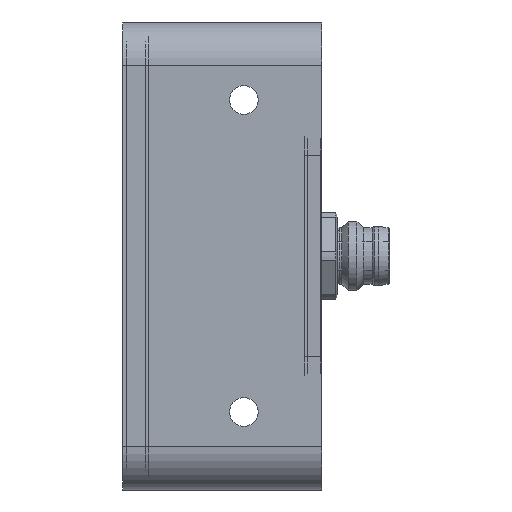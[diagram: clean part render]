
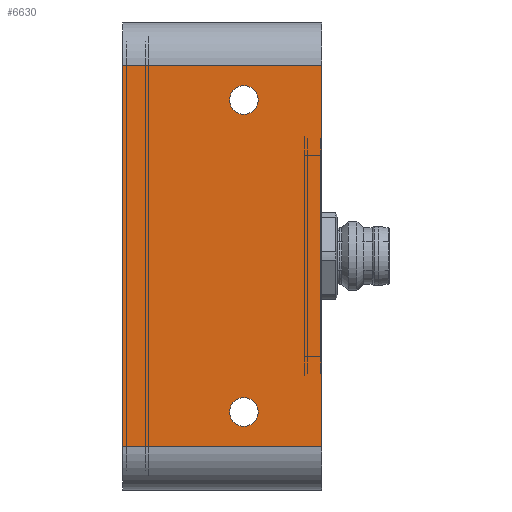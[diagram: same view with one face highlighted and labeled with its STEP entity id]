
A CAD part, left-side view. The second image highlights one B-rep face of the part: STEP entity #6630.
In plain terms, the highlighted planar face has unit normal (-1, 0, 0).
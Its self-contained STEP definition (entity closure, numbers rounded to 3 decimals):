
#341=CIRCLE('',#7096,1.65);
#342=CIRCLE('',#7098,1.65);
#1487=ORIENTED_EDGE('',*,*,#3021,.F.);
#1488=ORIENTED_EDGE('',*,*,#3015,.T.);
#1489=ORIENTED_EDGE('',*,*,#2972,.F.);
#1490=ORIENTED_EDGE('',*,*,#3011,.T.);
#1491=ORIENTED_EDGE('',*,*,#2855,.F.);
#1492=ORIENTED_EDGE('',*,*,#2854,.F.);
#2854=EDGE_CURVE('',#3722,#3722,#341,.T.);
#2855=EDGE_CURVE('',#3723,#3723,#342,.T.);
#2972=EDGE_CURVE('',#3787,#3788,#4425,.T.);
#3011=EDGE_CURVE('',#3787,#3808,#4455,.T.);
#3015=EDGE_CURVE('',#3811,#3788,#4458,.T.);
#3021=EDGE_CURVE('',#3811,#3808,#4463,.T.);
#3722=VERTEX_POINT('',#10286);
#3723=VERTEX_POINT('',#10289);
#3787=VERTEX_POINT('',#10519);
#3788=VERTEX_POINT('',#10521);
#3808=VERTEX_POINT('',#10592);
#3811=VERTEX_POINT('',#10599);
#4425=LINE('',#10520,#5065);
#4455=LINE('',#10594,#5095);
#4458=LINE('',#10601,#5098);
#4463=LINE('',#10611,#5103);
#5065=VECTOR('',#8539,1000.);
#5095=VECTOR('',#8613,1000.);
#5098=VECTOR('',#8620,1000.);
#5103=VECTOR('',#8631,1000.);
#5577=EDGE_LOOP('',(#1487,#1488,#1489,#1490));
#5578=EDGE_LOOP('',(#1491));
#5579=EDGE_LOOP('',(#1492));
#6019=FACE_BOUND('',#5577,.T.);
#6020=FACE_BOUND('',#5578,.T.);
#6021=FACE_BOUND('',#5579,.T.);
#6336=PLANE('',#7213);
#6630=ADVANCED_FACE('',(#6019,#6020,#6021),#6336,.F.);
#7096=AXIS2_PLACEMENT_3D('',#10285,#8280,#8281);
#7098=AXIS2_PLACEMENT_3D('',#10288,#8284,#8285);
#7213=AXIS2_PLACEMENT_3D('',#10613,#8633,#8634);
#8280=DIRECTION('',(-1.,0.,0.));
#8281=DIRECTION('',(0.,0.,1.));
#8284=DIRECTION('',(-1.,0.,0.));
#8285=DIRECTION('',(0.,0.,1.));
#8539=DIRECTION('',(0.,0.,-1.));
#8613=DIRECTION('',(0.,1.,0.));
#8620=DIRECTION('',(0.,-1.,0.));
#8631=DIRECTION('',(0.,0.,1.));
#8633=DIRECTION('',(1.,0.,0.));
#8634=DIRECTION('',(0.,0.,-1.));
#10285=CARTESIAN_POINT('',(-155.,-14.,18.));
#10286=CARTESIAN_POINT('',(-155.,-14.,19.65));
#10288=CARTESIAN_POINT('',(-155.,-14.,-18.));
#10289=CARTESIAN_POINT('',(-155.,-14.,-16.35));
#10519=CARTESIAN_POINT('',(-155.,-23.,22.));
#10520=CARTESIAN_POINT('',(-155.,-23.,-22.));
#10521=CARTESIAN_POINT('',(-155.,-23.,-22.));
#10592=CARTESIAN_POINT('',(-155.,0.,22.));
#10594=CARTESIAN_POINT('',(-155.,0.,22.));
#10599=CARTESIAN_POINT('',(-155.,0.,-22.));
#10601=CARTESIAN_POINT('',(-155.,0.,-22.));
#10611=CARTESIAN_POINT('',(-155.,0.,27.));
#10613=CARTESIAN_POINT('',(-155.,0.,27.));
